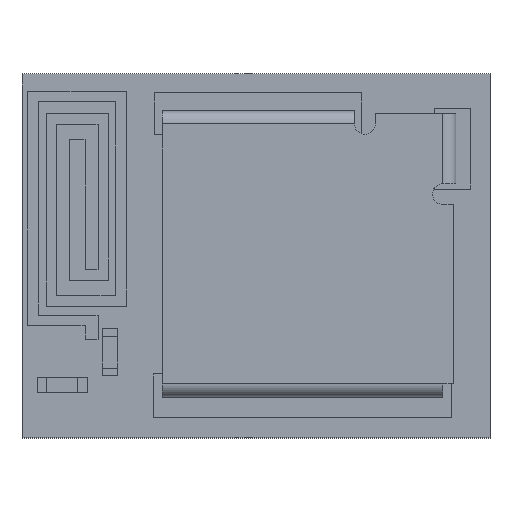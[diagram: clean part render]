
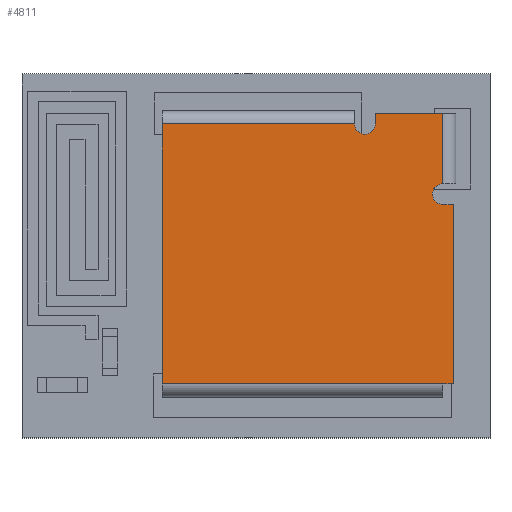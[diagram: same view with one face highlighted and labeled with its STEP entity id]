
A CAD part, top view. The second image highlights one B-rep face of the part: STEP entity #4811.
In plain terms, the highlighted planar face has unit normal (0, 0, 1).
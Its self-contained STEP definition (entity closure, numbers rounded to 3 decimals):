
#26=CIRCLE('',#5047,0.2);
#27=CIRCLE('',#5048,0.2);
#922=ORIENTED_EDGE('',*,*,#1486,.F.);
#923=ORIENTED_EDGE('',*,*,#1487,.F.);
#924=ORIENTED_EDGE('',*,*,#1488,.F.);
#925=ORIENTED_EDGE('',*,*,#1489,.T.);
#926=ORIENTED_EDGE('',*,*,#1490,.F.);
#927=ORIENTED_EDGE('',*,*,#1491,.F.);
#928=ORIENTED_EDGE('',*,*,#1492,.F.);
#929=ORIENTED_EDGE('',*,*,#1493,.T.);
#930=ORIENTED_EDGE('',*,*,#1494,.T.);
#931=ORIENTED_EDGE('',*,*,#1495,.T.);
#932=ORIENTED_EDGE('',*,*,#1496,.T.);
#1486=EDGE_CURVE('',#1838,#1839,#2304,.T.);
#1487=EDGE_CURVE('',#1840,#1838,#2305,.T.);
#1488=EDGE_CURVE('',#1841,#1840,#2306,.T.);
#1489=EDGE_CURVE('',#1841,#1842,#26,.T.);
#1490=EDGE_CURVE('',#1843,#1842,#2307,.T.);
#1491=EDGE_CURVE('',#1844,#1843,#2308,.T.);
#1492=EDGE_CURVE('',#1845,#1844,#2309,.T.);
#1493=EDGE_CURVE('',#1845,#1846,#2310,.T.);
#1494=EDGE_CURVE('',#1846,#1847,#2311,.T.);
#1495=EDGE_CURVE('',#1847,#1848,#2312,.T.);
#1496=EDGE_CURVE('',#1848,#1839,#27,.T.);
#1838=VERTEX_POINT('',#6902);
#1839=VERTEX_POINT('',#6903);
#1840=VERTEX_POINT('',#6905);
#1841=VERTEX_POINT('',#6907);
#1842=VERTEX_POINT('',#6909);
#1843=VERTEX_POINT('',#6911);
#1844=VERTEX_POINT('',#6913);
#1845=VERTEX_POINT('',#6915);
#1846=VERTEX_POINT('',#6917);
#1847=VERTEX_POINT('',#6919);
#1848=VERTEX_POINT('',#6921);
#2304=LINE('',#6901,#2780);
#2305=LINE('',#6904,#2781);
#2306=LINE('',#6906,#2782);
#2307=LINE('',#6910,#2783);
#2308=LINE('',#6912,#2784);
#2309=LINE('',#6914,#2785);
#2310=LINE('',#6916,#2786);
#2311=LINE('',#6918,#2787);
#2312=LINE('',#6920,#2788);
#2780=VECTOR('',#5875,1000.);
#2781=VECTOR('',#5876,1000.);
#2782=VECTOR('',#5877,1000.);
#2783=VECTOR('',#5880,1000.);
#2784=VECTOR('',#5881,1000.);
#2785=VECTOR('',#5882,1000.);
#2786=VECTOR('',#5883,1000.);
#2787=VECTOR('',#5884,1000.);
#2788=VECTOR('',#5885,1000.);
#3036=EDGE_LOOP('',(#922,#923,#924,#925,#926,#927,#928,#929,#930,#931,#932));
#3264=FACE_BOUND('',#3036,.T.);
#3465=PLANE('',#5046);
#4811=ADVANCED_FACE('',(#3264),#3465,.F.);
#5046=AXIS2_PLACEMENT_3D('',#6900,#5873,#5874);
#5047=AXIS2_PLACEMENT_3D('',#6908,#5878,#5879);
#5048=AXIS2_PLACEMENT_3D('',#6922,#5886,#5887);
#5873=DIRECTION('',(0.,0.,-1.));
#5874=DIRECTION('',(-1.,0.,0.));
#5875=DIRECTION('',(1.,0.,0.));
#5876=DIRECTION('',(0.,1.,0.));
#5877=DIRECTION('',(-1.,0.,0.));
#5878=DIRECTION('',(0.,0.,-1.));
#5879=DIRECTION('',(-1.,0.,0.));
#5880=DIRECTION('',(0.,1.,0.));
#5881=DIRECTION('',(-1.,0.,0.));
#5882=DIRECTION('',(0.,-1.,0.));
#5883=DIRECTION('',(0.,1.,0.));
#5884=DIRECTION('',(-1.,0.,0.));
#5885=DIRECTION('',(0.,-1.,0.));
#5886=DIRECTION('',(0.,0.,-1.));
#5887=DIRECTION('',(-1.,0.,0.));
#6900=CARTESIAN_POINT('',(0.,0.,0.2));
#6901=CARTESIAN_POINT('',(-2.5,2.7,0.2));
#6902=CARTESIAN_POINT('',(-2.7,2.7,0.2));
#6903=CARTESIAN_POINT('',(-1.35,2.7,0.2));
#6904=CARTESIAN_POINT('',(-2.7,1.4,0.2));
#6905=CARTESIAN_POINT('',(-2.7,1.4,0.2));
#6906=CARTESIAN_POINT('',(-2.5,1.4,0.2));
#6907=CARTESIAN_POINT('',(-2.5,1.4,0.2));
#6908=CARTESIAN_POINT('',(-2.5,1.2,0.2));
#6909=CARTESIAN_POINT('',(-2.5,1.,0.2));
#6910=CARTESIAN_POINT('',(-2.5,-2.7,0.2));
#6911=CARTESIAN_POINT('',(-2.5,-2.7,0.2));
#6912=CARTESIAN_POINT('',(2.5,-2.7,0.2));
#6913=CARTESIAN_POINT('',(2.5,-2.7,0.2));
#6914=CARTESIAN_POINT('',(2.5,2.7,0.2));
#6915=CARTESIAN_POINT('',(2.5,2.7,0.2));
#6916=CARTESIAN_POINT('',(2.5,2.7,0.2));
#6917=CARTESIAN_POINT('',(2.5,2.9,0.2));
#6918=CARTESIAN_POINT('',(2.5,2.9,0.2));
#6919=CARTESIAN_POINT('',(-0.95,2.9,0.2));
#6920=CARTESIAN_POINT('',(-0.95,2.9,0.2));
#6921=CARTESIAN_POINT('',(-0.95,2.7,0.2));
#6922=CARTESIAN_POINT('',(-1.15,2.7,0.2));
